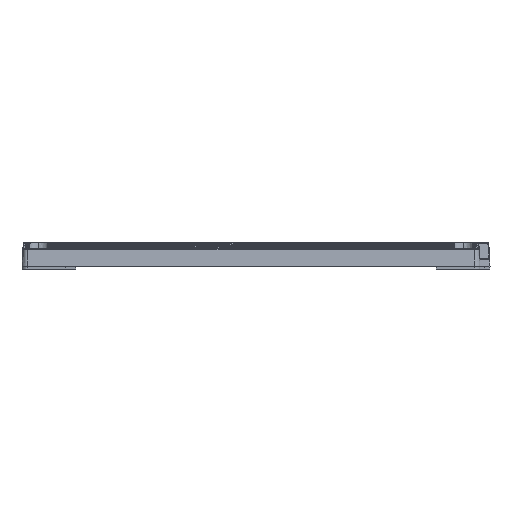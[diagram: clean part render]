
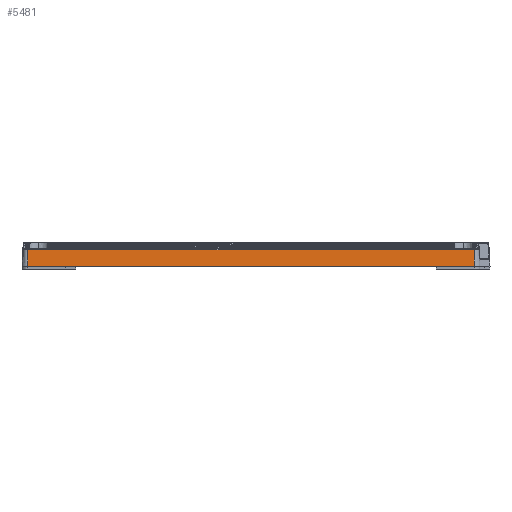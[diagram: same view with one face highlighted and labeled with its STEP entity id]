
A CAD part, left-side view. The second image highlights one B-rep face of the part: STEP entity #5481.
In plain terms, the highlighted face is planar.
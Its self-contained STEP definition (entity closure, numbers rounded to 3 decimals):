
#590 = VERTEX_POINT ( 'NONE', #7159 ) ;
#646 = EDGE_CURVE ( 'NONE', #5387, #590, #7246, .T. ) ;
#1242 = DIRECTION ( 'NONE',  ( 0., 1., 0. ) ) ;
#1243 = VECTOR ( 'NONE', #1242, 1000. ) ;
#1244 = CARTESIAN_POINT ( 'NONE',  ( 12.75, -78.25, 0. ) ) ;
#1245 = LINE ( 'NONE', #1244, #1243 ) ;
#1252 = CARTESIAN_POINT ( 'NONE',  ( 12.75, -63.25, 0. ) ) ;
#2833 = CARTESIAN_POINT ( 'NONE',  ( 12.75, -76.25, 0. ) ) ;
#2881 = CARTESIAN_POINT ( 'NONE',  ( 12.45, -76.25, 5.716 ) ) ;
#3008 = DIRECTION ( 'NONE',  ( 0., -1., 0. ) ) ;
#3009 = VECTOR ( 'NONE', #3008, 1000. ) ;
#3010 = CARTESIAN_POINT ( 'NONE',  ( 12.45, -78.25, 5.716 ) ) ;
#3011 = LINE ( 'NONE', #3010, #3009 ) ;
#3012 = CARTESIAN_POINT ( 'NONE',  ( 12.45, 76.25, 5.716 ) ) ;
#3013 = DIRECTION ( 'NONE',  ( -0.052, 0., 0.999 ) ) ;
#3014 = VECTOR ( 'NONE', #3013, 1000. ) ;
#3015 = CARTESIAN_POINT ( 'NONE',  ( 12.75, 76.25, 0. ) ) ;
#3016 = LINE ( 'NONE', #3015, #3014 ) ;
#3017 = CARTESIAN_POINT ( 'NONE',  ( 12.75, 76.25, 0. ) ) ;
#3214 = DIRECTION ( 'NONE',  ( 0.052, 0., -0.999 ) ) ;
#3215 = DIRECTION ( 'NONE',  ( 0.999, 0., 0.052 ) ) ;
#3216 = AXIS2_PLACEMENT_3D ( 'NONE', #3217, #3215, #3214 ) ;
#3217 = CARTESIAN_POINT ( 'NONE',  ( 12.75, -78.25, 0. ) ) ;
#3218 = PLANE ( 'NONE',  #3216 ) ;
#3223 = FACE_OUTER_BOUND ( 'NONE', #5480, .T. ) ;
#3233 = DIRECTION ( 'NONE',  ( 0., 1., 0. ) ) ;
#3234 = VECTOR ( 'NONE', #3233, 1000. ) ;
#3235 = CARTESIAN_POINT ( 'NONE',  ( 12.75, -78.25, 0. ) ) ;
#3236 = LINE ( 'NONE', #3235, #3234 ) ;
#3237 = DIRECTION ( 'NONE',  ( 0.052, 0., -0.999 ) ) ;
#3238 = VECTOR ( 'NONE', #3237, 1000. ) ;
#3239 = CARTESIAN_POINT ( 'NONE',  ( 12.75, -76.25, 0. ) ) ;
#3240 = LINE ( 'NONE', #3239, #3238 ) ;
#4481 = VERTEX_POINT ( 'NONE', #1252 ) ;
#4490 = EDGE_CURVE ( 'NONE', #4481, #590, #1245, .T. ) ;
#5346 = VERTEX_POINT ( 'NONE', #2833 ) ;
#5356 = VERTEX_POINT ( 'NONE', #2881 ) ;
#5387 = VERTEX_POINT ( 'NONE', #3017 ) ;
#5388 = EDGE_CURVE ( 'NONE', #5387, #5389, #3016, .T. ) ;
#5389 = VERTEX_POINT ( 'NONE', #3012 ) ;
#5391 = EDGE_CURVE ( 'NONE', #5389, #5356, #3011, .T. ) ;
#5393 = ORIENTED_EDGE ( 'NONE', *, *, #5391, .T. ) ;
#5461 = ORIENTED_EDGE ( 'NONE', *, *, #5388, .T. ) ;
#5466 = ORIENTED_EDGE ( 'NONE', *, *, #4490, .T. ) ;
#5468 = EDGE_CURVE ( 'NONE', #5356, #5346, #3240, .T. ) ;
#5469 = ORIENTED_EDGE ( 'NONE', *, *, #5468, .T. ) ;
#5470 = EDGE_CURVE ( 'NONE', #5346, #4481, #3236, .T. ) ;
#5471 = ORIENTED_EDGE ( 'NONE', *, *, #5470, .T. ) ;
#5480 = EDGE_LOOP ( 'NONE', ( #5461, #5393, #5469, #5471, #5466, #5490 ) ) ;
#5481 = ADVANCED_FACE ( 'NONE', ( #3223 ), #3218, .T. ) ;
#5490 = ORIENTED_EDGE ( 'NONE', *, *, #646, .F. ) ;
#7159 = CARTESIAN_POINT ( 'NONE',  ( 12.75, 63.25, 0. ) ) ;
#7243 = DIRECTION ( 'NONE',  ( 0., -1., 0. ) ) ;
#7244 = VECTOR ( 'NONE', #7243, 1000. ) ;
#7245 = CARTESIAN_POINT ( 'NONE',  ( 12.75, 63.25, 0. ) ) ;
#7246 = LINE ( 'NONE', #7245, #7244 ) ;
